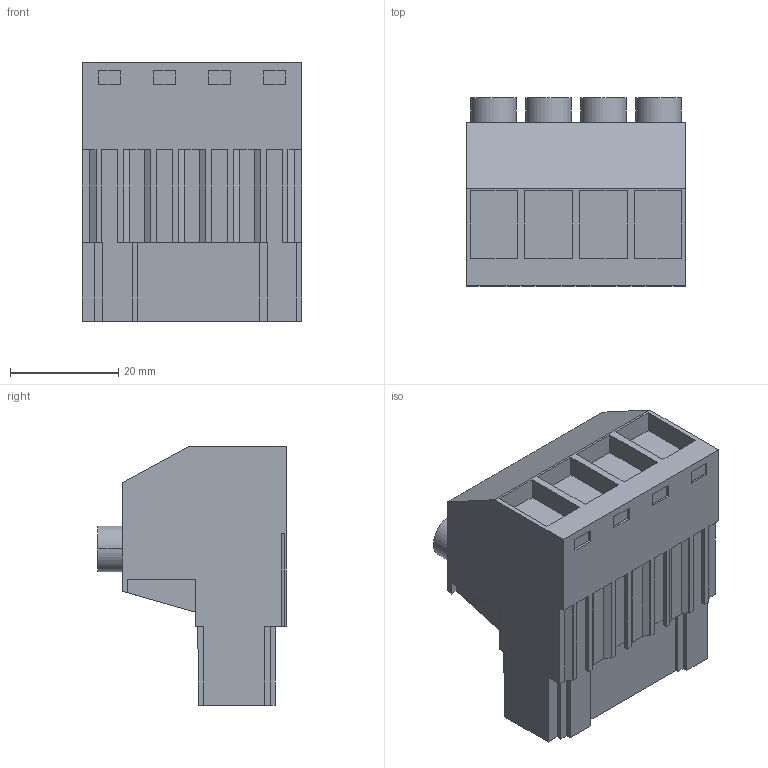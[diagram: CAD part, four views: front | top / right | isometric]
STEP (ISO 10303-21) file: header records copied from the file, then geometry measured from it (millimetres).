
FILE_DESCRIPTION(('CATIA V5 STEP Exchange','CAx-IF Rec.Pracs.--- Model Styling and Organization---1.2---2011-12-15'),'2;1');
FILE_NAME ('D1460089_0_1947500000_1947500000.stp','2016-11-26T11:27:33+00:00',('none'),('Weidmueller'),'CATIA Version 5-6 Release 2014','CATIA V5 STEP AP214','none');
FILE_SCHEMA(('AUTOMOTIVE_DESIGN { 1 0 10303 214 1 1 1 1 }'));
Length unit declared in the file: millimetre
Products named in the file (1): 1947500000_S
Bounding box: 40.64 x 34.8 x 47.8 mm (x, y, z)
Volume: 36489.1 mm3; surface area: 14977.3 mm2
Topology: 9 solids, 9 shells, 403 faces, 1083 edges, 730 vertices
Faces by surface type: plane 379, cylinder 24
Entity records: 11764 total; most frequent: ORIENTED_EDGE 2166, CARTESIAN_POINT 2099, DIRECTION 1635, EDGE_CURVE 1083, VECTOR 1013, LINE 1013, VERTEX_POINT 730, EDGE_LOOP 435
